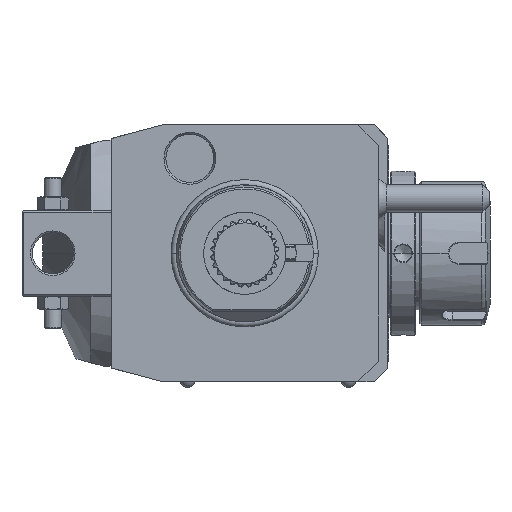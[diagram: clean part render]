
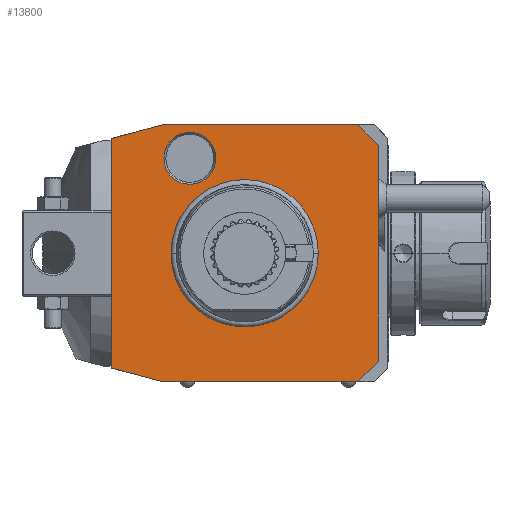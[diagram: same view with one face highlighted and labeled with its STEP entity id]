
A CAD part, front view. The second image highlights one B-rep face of the part: STEP entity #13800.
In plain terms, the highlighted planar face has unit normal (0, -1, 0).
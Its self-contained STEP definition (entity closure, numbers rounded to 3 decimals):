
#1=DIRECTION('',(0.966,0.,-0.259));
#2=VECTOR('',#1,15.529);
#3=CARTESIAN_POINT('',(-39.,0.,-33.481));
#4=LINE('',#3,#2);
#5=DIRECTION('',(0.,0.,-1.));
#6=VECTOR('',#5,66.962);
#7=CARTESIAN_POINT('',(-39.,0.,33.481));
#8=LINE('',#7,#6);
#9=DIRECTION('',(-0.966,0.,-0.259));
#10=VECTOR('',#9,15.529);
#11=CARTESIAN_POINT('',(-24.,0.,37.5));
#12=LINE('',#11,#10);
#13=DIRECTION('',(-1.,0.,0.));
#14=VECTOR('',#13,57.);
#15=CARTESIAN_POINT('',(33.,0.,37.5));
#16=LINE('',#15,#14);
#17=DIRECTION('',(-0.707,0.,0.707));
#18=VECTOR('',#17,8.485);
#19=CARTESIAN_POINT('',(39.,0.,31.5));
#20=LINE('',#19,#18);
#21=DIRECTION('',(0.,0.,1.));
#22=VECTOR('',#21,63.);
#23=CARTESIAN_POINT('',(39.,0.,-31.5));
#24=LINE('',#23,#22);
#25=DIRECTION('',(0.707,0.,0.707));
#26=VECTOR('',#25,8.485);
#27=CARTESIAN_POINT('',(33.,0.,-37.5));
#28=LINE('',#27,#26);
#29=DIRECTION('',(1.,0.,0.));
#30=VECTOR('',#29,57.);
#31=CARTESIAN_POINT('',(-24.,0.,-37.5));
#32=LINE('',#31,#30);
#33=CARTESIAN_POINT('',(-16.,0.,27.713));
#34=DIRECTION('',(0.,1.,0.));
#35=DIRECTION('',(-1.,0.,0.));
#36=AXIS2_PLACEMENT_3D('',#33,#34,#35);
#38=CARTESIAN_POINT('',(-16.,0.,27.713));
#39=DIRECTION('',(0.,1.,0.));
#40=DIRECTION('',(1.,0.,0.));
#41=AXIS2_PLACEMENT_3D('',#38,#39,#40);
#7499=CARTESIAN_POINT('',(0.,0.,0.));
#7500=DIRECTION('',(0.,1.,0.));
#7501=DIRECTION('',(-1.,0.,0.));
#7502=AXIS2_PLACEMENT_3D('',#7499,#7500,#7501);
#7504=CARTESIAN_POINT('',(0.,0.,0.));
#7505=DIRECTION('',(0.,1.,0.));
#7506=DIRECTION('',(1.,0.,0.));
#7507=AXIS2_PLACEMENT_3D('',#7504,#7505,#7506);
#12414=CARTESIAN_POINT('',(-23.577,0.,
27.713));
#12415=CARTESIAN_POINT('',(-8.423,0.,
27.713));
#12416=VERTEX_POINT('',#12414);
#12417=VERTEX_POINT('',#12415);
#13379=CARTESIAN_POINT('',(-39.,0.,-33.481));
#13380=CARTESIAN_POINT('',(-24.,0.,-37.5));
#13381=VERTEX_POINT('',#13379);
#13382=VERTEX_POINT('',#13380);
#13383=CARTESIAN_POINT('',(33.,0.,-37.5));
#13384=VERTEX_POINT('',#13383);
#13385=CARTESIAN_POINT('',(39.,0.,-31.5));
#13386=VERTEX_POINT('',#13385);
#13387=CARTESIAN_POINT('',(39.,0.,31.5));
#13388=VERTEX_POINT('',#13387);
#13389=CARTESIAN_POINT('',(33.,0.,37.5));
#13390=VERTEX_POINT('',#13389);
#13391=CARTESIAN_POINT('',(-24.,0.,37.5));
#13392=VERTEX_POINT('',#13391);
#13393=CARTESIAN_POINT('',(-39.,0.,33.481));
#13394=VERTEX_POINT('',#13393);
#13655=CARTESIAN_POINT('',(-21.137,0.,0.));
#13656=CARTESIAN_POINT('',(21.137,0.,0.));
#13657=VERTEX_POINT('',#13655);
#13658=VERTEX_POINT('',#13656);
#13765=CARTESIAN_POINT('',(0.,0.,0.));
#13766=DIRECTION('',(0.,-1.,0.));
#13767=DIRECTION('',(-1.,0.,0.));
#13768=AXIS2_PLACEMENT_3D('',#13765,#13766,#13767);
#13769=PLANE('',#13768);
#13771=ORIENTED_EDGE('',*,*,#13770,.F.);
#13773=ORIENTED_EDGE('',*,*,#13772,.F.);
#13775=ORIENTED_EDGE('',*,*,#13774,.F.);
#13777=ORIENTED_EDGE('',*,*,#13776,.F.);
#13779=ORIENTED_EDGE('',*,*,#13778,.F.);
#13781=ORIENTED_EDGE('',*,*,#13780,.F.);
#13783=ORIENTED_EDGE('',*,*,#13782,.F.);
#13785=ORIENTED_EDGE('',*,*,#13784,.F.);
#13786=EDGE_LOOP('',(#13771,#13773,#13775,#13777,#13779,#13781,#13783,#13785));
#13787=FACE_OUTER_BOUND('',#13786,.F.);
#13789=ORIENTED_EDGE('',*,*,#13788,.F.);
#13791=ORIENTED_EDGE('',*,*,#13790,.F.);
#13792=EDGE_LOOP('',(#13789,#13791));
#13793=FACE_BOUND('',#13792,.F.);
#13795=ORIENTED_EDGE('',*,*,#13794,.F.);
#13797=ORIENTED_EDGE('',*,*,#13796,.F.);
#13798=EDGE_LOOP('',(#13795,#13797));
#13799=FACE_BOUND('',#13798,.F.);
#37=CIRCLE('',#36,7.577);
#42=CIRCLE('',#41,7.577);
#7503=CIRCLE('',#7502,21.137);
#7508=CIRCLE('',#7507,21.137);
#13770=EDGE_CURVE('',#13381,#13382,#4,.T.);
#13772=EDGE_CURVE('',#13394,#13381,#8,.T.);
#13774=EDGE_CURVE('',#13392,#13394,#12,.T.);
#13776=EDGE_CURVE('',#13390,#13392,#16,.T.);
#13778=EDGE_CURVE('',#13388,#13390,#20,.T.);
#13780=EDGE_CURVE('',#13386,#13388,#24,.T.);
#13782=EDGE_CURVE('',#13384,#13386,#28,.T.);
#13784=EDGE_CURVE('',#13382,#13384,#32,.T.);
#13788=EDGE_CURVE('',#13657,#13658,#7503,.T.);
#13790=EDGE_CURVE('',#13658,#13657,#7508,.T.);
#13794=EDGE_CURVE('',#12416,#12417,#37,.T.);
#13796=EDGE_CURVE('',#12417,#12416,#42,.T.);
#13800=ADVANCED_FACE('',(#13787,#13793,#13799),#13769,.T.);
